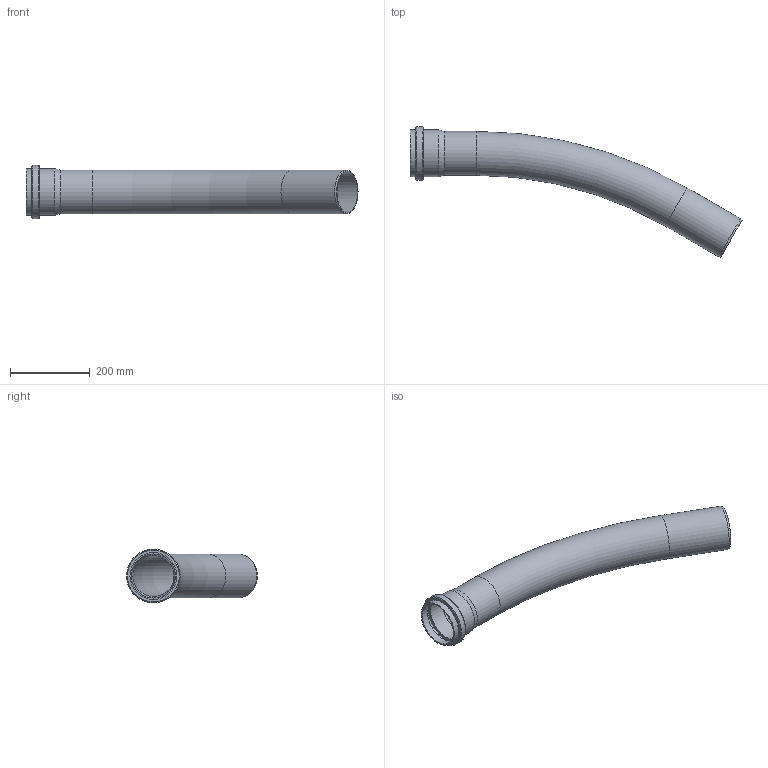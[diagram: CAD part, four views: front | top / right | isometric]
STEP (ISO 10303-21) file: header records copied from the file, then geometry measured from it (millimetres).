
FILE_DESCRIPTION(/* description */ (''),/* implementation_level */ '2;1');
FILE_NAME(/* name */ 'PP-Bogenrohr_110x3,4_R1000_30°_SM_30711_734010.stp',/* time_stamp */ '2023-08-16T12:10:34+02:00',/* author */ ('kfastenau'),/* organization */ (''),/* preprocessor_version */ 'ST-DEVELOPER v18.1',/* originating_system */ 'Autodesk Inventor 2021',/* authorisation */ '');
FILE_SCHEMA (('CONFIG_CONTROL_DESIGN'));
Length unit declared in the file: millimetre
Products named in the file (1): PP-Bogenrohr_110x3,4_R1000_30°_SM_30711_734010
Bounding box: 831.39 x 327.45 x 134 mm (x, y, z)
Volume: 996663.2 mm3; surface area: 588579.8 mm2
Topology: 1 solids, 1 shells, 23 faces, 57 edges, 40 vertices
Faces by surface type: cylinder 10, plane 6, torus 4, cone 3
Full cylindrical faces by diameter (mm): 103.2 x2, 110 x2, 110.4 x2, 117.2 x2, 127.2 x1, 134 x1
Entity records: 768 total; most frequent: DIRECTION 149, CARTESIAN_POINT 121, ORIENTED_EDGE 114, AXIS2_PLACEMENT_3D 68, EDGE_CURVE 57, CIRCLE 44, VERTEX_POINT 40, EDGE_LOOP 29
